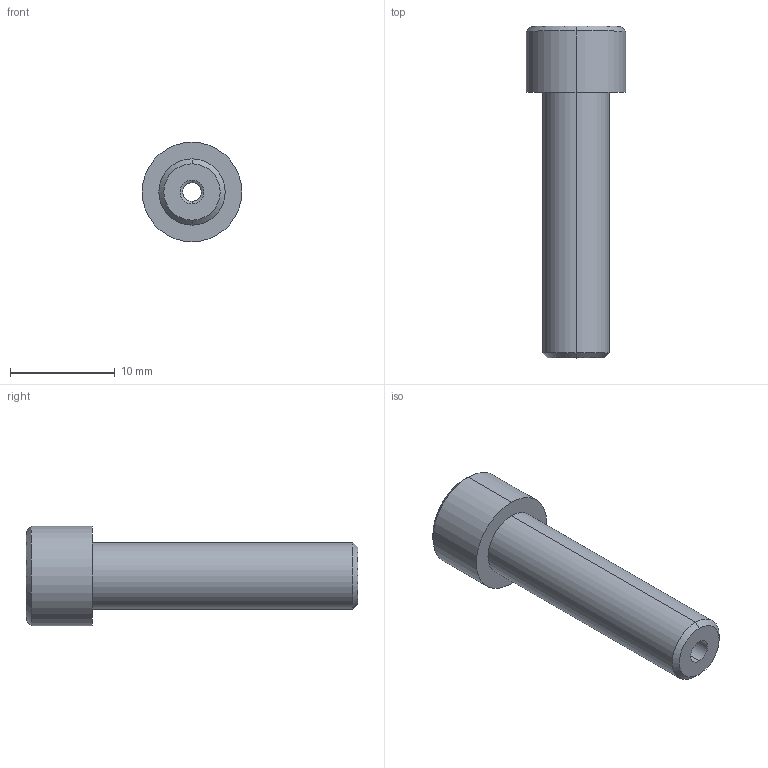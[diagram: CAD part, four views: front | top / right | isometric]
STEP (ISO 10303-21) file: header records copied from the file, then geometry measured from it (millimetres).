
FILE_DESCRIPTION (( 'STEP AP214' ), '1' );
FILE_NAME ('D1201151-v1_aLIGO_SUS_BS_EQ STOP ADJUSTER, SHORT.STEP', '2012-08-14T14:54:37', ( '' ), ( '' ), 'SwSTEP 2.0', 'SolidWorks 2012', '' );
FILE_SCHEMA (( 'AUTOMOTIVE_DESIGN' ));
Length unit declared in the file: inch
Products named in the file (1): D1201151-v1_aLIGO_SUS_BS_EQ STOP ADJUSTER, SHORT
Bounding box: 9.53 x 31.75 x 9.53 mm (x, y, z)
Volume: 1099.4 mm3; surface area: 1042.2 mm2
Topology: 1 solids, 1 shells, 29 faces, 62 edges, 36 vertices
Faces by surface type: plane 15, cylinder 8, cone 6
Entity records: 836 total; most frequent: CARTESIAN_POINT 146, DIRECTION 134, ORIENTED_EDGE 124, EDGE_CURVE 62, AXIS2_PLACEMENT_3D 48, LINE 38, VECTOR 38, VERTEX_POINT 36
